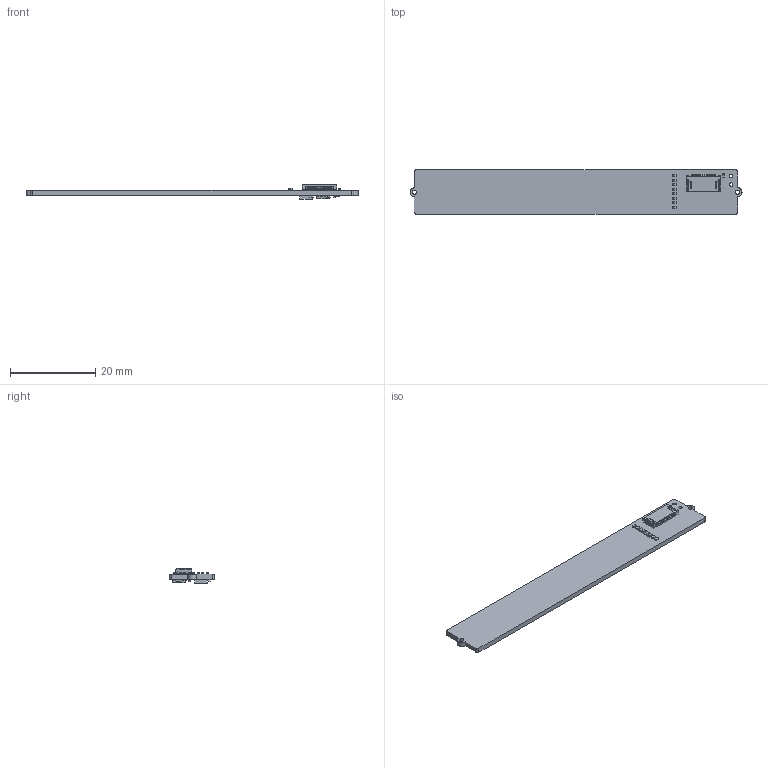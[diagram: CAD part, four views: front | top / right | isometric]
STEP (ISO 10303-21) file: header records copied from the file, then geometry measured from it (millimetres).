
FILE_DESCRIPTION(('KiCad electronic assembly'),'2;1');
FILE_NAME('slaptic_engine_1.step','2024-11-23T20:10:02',('Pcbnew'),( 'Kicad'),'Open CASCADE STEP processor 7.8','KiCad to STEP converter' ,'Unknown');
FILE_SCHEMA(('AUTOMOTIVE_DESIGN { 1 0 10303 214 1 1 1 1 }'));
Length unit declared in the file: millimetre
Products named in the file (12): slaptic_engine_1 1; 51281-1298; 512811298wbm000_01; R_0402_1005Metric; CAP1106-1-AIA-TR; ASSEMBLY; C_0402_1005Metric; DRV8601DRBR; DRB0008A_ASM; pico_stroke_slider_PCB
Assembly tree (30 placements, depth 3):
  slaptic_engine_1 1
    51281-1298
      512811298wbm000_01
    R_0402_1005Metric  x16
      R_0402_1005Metric
    CAP1106-1-AIA-TR
      ASSEMBLY
    C_0402_1005Metric  x5
      C_0402_1005Metric
    DRV8601DRBR
      DRB0008A_ASM
    pico_stroke_slider_PCB
Bounding box: 78.07 x 10.5 x 3.4 mm (x, y, z)
Volume: 1004 mm3; surface area: 2081.1 mm2
Topology: 45 solids, 45 shells, 1172 faces, 3034 edges, 1996 vertices
Faces by surface type: plane 895, cylinder 277
Full cylindrical faces by diameter (mm): 0.375 x1, 0.8 x2, 1 x2
Entity records: 20974 total; most frequent: CARTESIAN_POINT 3577, ORIENTED_EDGE 3452, DIRECTION 3344, EDGE_CURVE 1726, LINE 1506, VECTOR 1506, VERTEX_POINT 1144, AXIS2_PLACEMENT_3D 919
